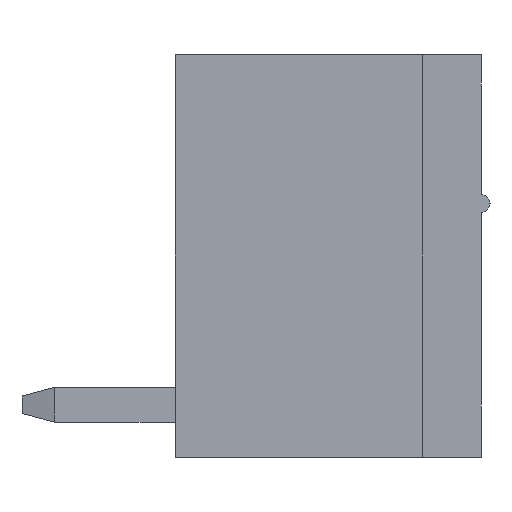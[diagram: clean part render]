
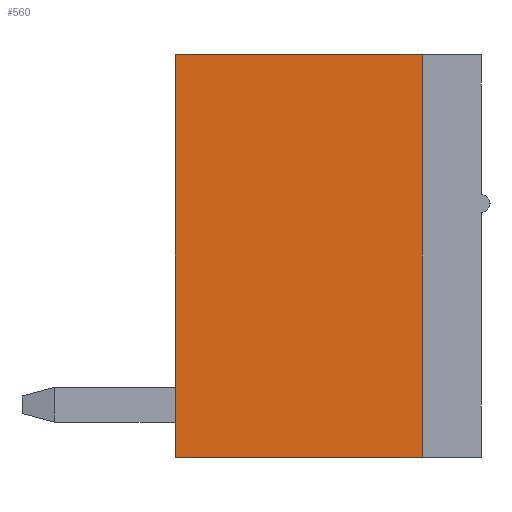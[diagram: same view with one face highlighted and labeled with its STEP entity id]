
A CAD part, left-side view. The second image highlights one B-rep face of the part: STEP entity #560.
In plain terms, the highlighted planar face has unit normal (-1, 0, 0).
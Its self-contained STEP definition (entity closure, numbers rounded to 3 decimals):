
#560 = ADVANCED_FACE( '', ( #1132 ), #1133, .T. );
#1132 = FACE_OUTER_BOUND( '', #1731, .T. );
#1133 = PLANE( '', #1732 );
#1731 = EDGE_LOOP( '', ( #3150, #3151, #3152, #3153 ) );
#1732 = AXIS2_PLACEMENT_3D( '', #3154, #3155, #3156 );
#3150 = ORIENTED_EDGE( '', *, *, #4120, .T. );
#3151 = ORIENTED_EDGE( '', *, *, #3811, .T. );
#3152 = ORIENTED_EDGE( '', *, *, #4217, .T. );
#3153 = ORIENTED_EDGE( '', *, *, #4184, .T. );
#3154 = CARTESIAN_POINT( '', ( -10.91, 0., 0. ) );
#3155 = DIRECTION( '', ( -1., 0., 0. ) );
#3156 = DIRECTION( '', ( 0., 0., 1. ) );
#3811 = EDGE_CURVE( '', #4620, #4618, #4621, .T. );
#4120 = EDGE_CURVE( '', #5083, #4620, #5084, .T. );
#4184 = EDGE_CURVE( '', #5171, #5083, #5172, .T. );
#4217 = EDGE_CURVE( '', #4618, #5171, #5215, .T. );
#4618 = VERTEX_POINT( '', #5758 );
#4620 = VERTEX_POINT( '', #5761 );
#4621 = LINE( '', #5762, #5763 );
#5083 = VERTEX_POINT( '', #6628 );
#5084 = LINE( '', #6629, #6630 );
#5171 = VERTEX_POINT( '', #6761 );
#5172 = LINE( '', #6762, #6763 );
#5215 = LINE( '', #6844, #6845 );
#5758 = CARTESIAN_POINT( '', ( -10.91, 3.5, 4.6 ) );
#5761 = CARTESIAN_POINT( '', ( -10.91, -2.15, 4.6 ) );
#5762 = CARTESIAN_POINT( '', ( -10.91, -2.15, 4.6 ) );
#5763 = VECTOR( '', #7192, 1000. );
#6628 = CARTESIAN_POINT( '', ( -10.91, -2.15, -4.6 ) );
#6629 = CARTESIAN_POINT( '', ( -10.91, -2.15, -4.6 ) );
#6630 = VECTOR( '', #7443, 1000. );
#6761 = CARTESIAN_POINT( '', ( -10.91, 3.5, -4.6 ) );
#6762 = CARTESIAN_POINT( '', ( -10.91, 3.5, -4.6 ) );
#6763 = VECTOR( '', #7497, 1000. );
#6844 = CARTESIAN_POINT( '', ( -10.91, 3.5, 4.6 ) );
#6845 = VECTOR( '', #7524, 1000. );
#7192 = DIRECTION( '', ( 0., 1., 0. ) );
#7443 = DIRECTION( '', ( 0., 0., 1. ) );
#7497 = DIRECTION( '', ( 0., -1., 0. ) );
#7524 = DIRECTION( '', ( 0., 0., -1. ) );
